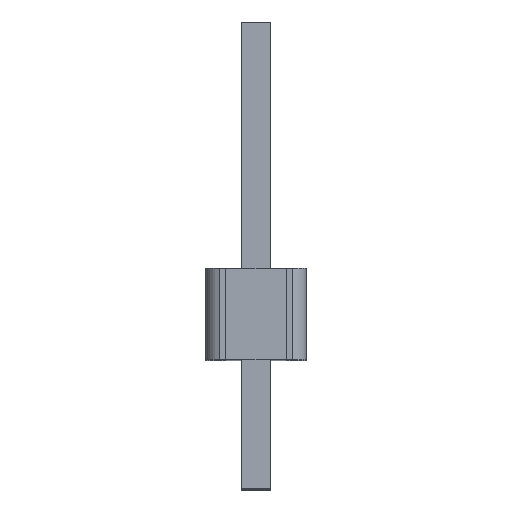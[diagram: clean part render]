
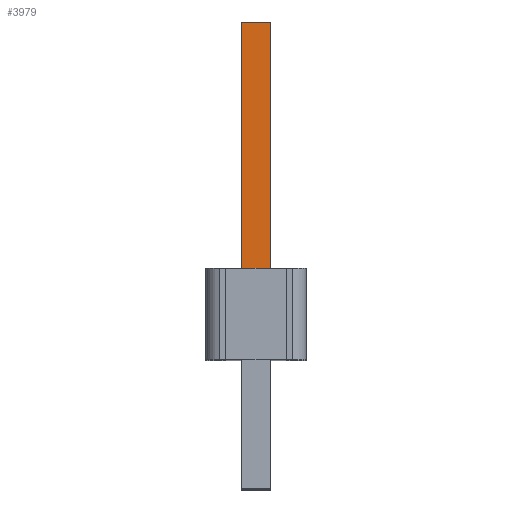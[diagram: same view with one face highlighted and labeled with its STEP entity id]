
A CAD part, top view. The second image highlights one B-rep face of the part: STEP entity #3979.
In plain terms, the highlighted planar face has unit normal (0, 0, 1).
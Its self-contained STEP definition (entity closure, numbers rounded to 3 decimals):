
#52 = ORIENTED_EDGE ( 'NONE', *, *, #462, .T. ) ;
#101 = EDGE_CURVE ( 'NONE', #3049, #3556, #2158, .T. ) ;
#326 = AXIS2_PLACEMENT_3D ( 'NONE', #2204, #1488, #4090 ) ;
#453 = CARTESIAN_POINT ( 'NONE',  ( 0.375, 8.5, 18.155 ) ) ;
#455 = CARTESIAN_POINT ( 'NONE',  ( 0.375, 2.3, 18.155 ) ) ;
#462 = EDGE_CURVE ( 'NONE', #1124, #1454, #4012, .T. ) ;
#517 = LINE ( 'NONE', #455, #763 ) ;
#550 = PLANE ( 'NONE',  #326 ) ;
#587 = CARTESIAN_POINT ( 'NONE',  ( 0.375, 8.5, 18.155 ) ) ;
#695 = CARTESIAN_POINT ( 'NONE',  ( -0.375, 8.5, 18.155 ) ) ;
#763 = VECTOR ( 'NONE', #1795, 1000. ) ;
#820 = ORIENTED_EDGE ( 'NONE', *, *, #3545, .T. ) ;
#850 = CARTESIAN_POINT ( 'NONE',  ( 0.375, 2.3, 18.155 ) ) ;
#916 = EDGE_CURVE ( 'NONE', #1124, #3049, #2753, .T. ) ;
#921 = FACE_OUTER_BOUND ( 'NONE', #2726, .T. ) ;
#1124 = VERTEX_POINT ( 'NONE', #695 ) ;
#1143 = CARTESIAN_POINT ( 'NONE',  ( 0.375, 8.5, 18.155 ) ) ;
#1234 = VECTOR ( 'NONE', #2164, 1000. ) ;
#1454 = VERTEX_POINT ( 'NONE', #1712 ) ;
#1488 = DIRECTION ( 'NONE',  ( 0., 0., -1. ) ) ;
#1499 = CARTESIAN_POINT ( 'NONE',  ( -0.375, 8.5, 18.155 ) ) ;
#1712 = CARTESIAN_POINT ( 'NONE',  ( -0.375, 2.3, 18.155 ) ) ;
#1795 = DIRECTION ( 'NONE',  ( 1., 0., 0. ) ) ;
#1913 = VECTOR ( 'NONE', #3740, 1000. ) ;
#2158 = LINE ( 'NONE', #587, #2992 ) ;
#2164 = DIRECTION ( 'NONE',  ( 1., 0., 0. ) ) ;
#2204 = CARTESIAN_POINT ( 'NONE',  ( 0.375, 8.5, 18.155 ) ) ;
#2271 = ORIENTED_EDGE ( 'NONE', *, *, #916, .F. ) ;
#2458 = DIRECTION ( 'NONE',  ( 0., -1., 0. ) ) ;
#2726 = EDGE_LOOP ( 'NONE', ( #820, #3628, #2271, #52 ) ) ;
#2753 = LINE ( 'NONE', #1143, #1234 ) ;
#2992 = VECTOR ( 'NONE', #2458, 1000. ) ;
#3049 = VERTEX_POINT ( 'NONE', #453 ) ;
#3545 = EDGE_CURVE ( 'NONE', #1454, #3556, #517, .T. ) ;
#3556 = VERTEX_POINT ( 'NONE', #850 ) ;
#3628 = ORIENTED_EDGE ( 'NONE', *, *, #101, .F. ) ;
#3740 = DIRECTION ( 'NONE',  ( 0., -1., 0. ) ) ;
#3979 = ADVANCED_FACE ( 'NONE', ( #921 ), #550, .F. ) ;
#4012 = LINE ( 'NONE', #1499, #1913 ) ;
#4090 = DIRECTION ( 'NONE',  ( -1., 0., 0. ) ) ;
